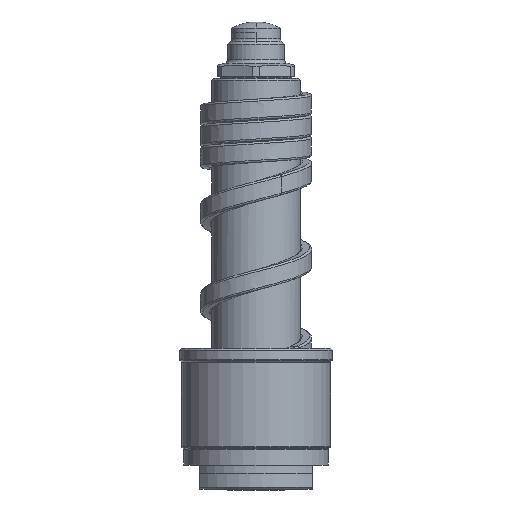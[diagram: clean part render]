
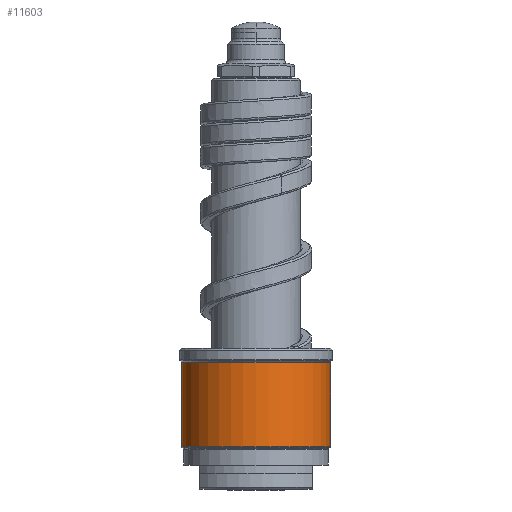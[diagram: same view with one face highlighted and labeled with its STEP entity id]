
A CAD part, front view. The second image highlights one B-rep face of the part: STEP entity #11603.
In plain terms, the highlighted cylindrical face has radius 18.5 mm (diameter 37 mm), a partial arc.
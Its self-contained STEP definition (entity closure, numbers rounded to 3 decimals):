
#3631=CARTESIAN_POINT('',(0.,0.,10.583));
#3632=DIRECTION('',(0.,0.,1.));
#3633=DIRECTION('',(-1.,0.,0.));
#3634=AXIS2_PLACEMENT_3D('',#3631,#3632,#3633);
#3636=DIRECTION('',(0.,0.,-1.));
#3637=VECTOR('',#3636,20.834);
#3638=CARTESIAN_POINT('',(-18.5,0.,31.417));
#3639=LINE('',#3638,#3637);
#3640=CARTESIAN_POINT('',(0.,0.,31.417));
#3641=DIRECTION('',(0.,0.,1.));
#3642=DIRECTION('',(-1.,0.,0.));
#3643=AXIS2_PLACEMENT_3D('',#3640,#3641,#3642);
#3645=DIRECTION('',(0.,0.,-1.));
#3646=VECTOR('',#3645,20.834);
#3647=CARTESIAN_POINT('',(18.5,0.,31.417));
#3648=LINE('',#3647,#3646);
#6460=CARTESIAN_POINT('',(18.5,0.,31.417));
#6461=CARTESIAN_POINT('',(-18.5,0.,31.417));
#6462=VERTEX_POINT('',#6460);
#6463=VERTEX_POINT('',#6461);
#6486=CARTESIAN_POINT('',(18.5,0.,10.583));
#6487=VERTEX_POINT('',#6486);
#6488=CARTESIAN_POINT('',(-18.5,0.,10.583));
#6489=VERTEX_POINT('',#6488);
#11591=CARTESIAN_POINT('',(0.,0.,8.75));
#11592=DIRECTION('',(0.,0.,1.));
#11593=DIRECTION('',(-1.,0.,0.));
#11594=AXIS2_PLACEMENT_3D('',#11591,#11592,#11593);
#11595=CYLINDRICAL_SURFACE('',#11594,18.5);
#11596=ORIENTED_EDGE('',*,*,#9198,.F.);
#11597=ORIENTED_EDGE('',*,*,#9179,.F.);
#11599=ORIENTED_EDGE('',*,*,#11598,.T.);
#11600=ORIENTED_EDGE('',*,*,#9175,.T.);
#11601=EDGE_LOOP('',(#11596,#11597,#11599,#11600));
#11602=FACE_OUTER_BOUND('',#11601,.F.);
#3635=CIRCLE('',#3634,18.5);
#3644=CIRCLE('',#3643,18.5);
#9175=EDGE_CURVE('',#6462,#6487,#3648,.T.);
#9179=EDGE_CURVE('',#6463,#6489,#3639,.T.);
#9198=EDGE_CURVE('',#6489,#6487,#3635,.T.);
#11598=EDGE_CURVE('',#6463,#6462,#3644,.T.);
#11603=ADVANCED_FACE('',(#11602),#11595,.T.);
